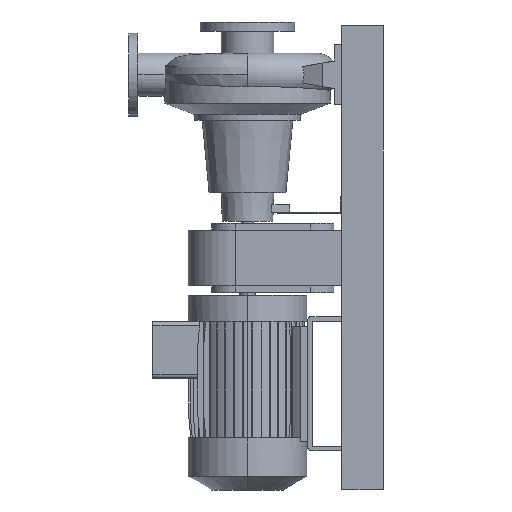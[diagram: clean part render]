
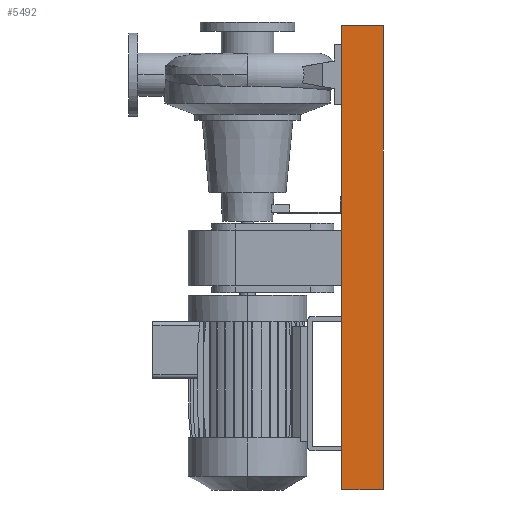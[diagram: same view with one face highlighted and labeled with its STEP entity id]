
A CAD part, left-side view. The second image highlights one B-rep face of the part: STEP entity #5492.
In plain terms, the highlighted planar face has unit normal (-1, 0, 0).
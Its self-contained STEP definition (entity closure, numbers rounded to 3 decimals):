
#118 = DIRECTION ( 'NONE',  ( 0., -1., 0. ) ) ;
#286 = ORIENTED_EDGE ( 'NONE', *, *, #21514, .F. ) ;
#3428 = CARTESIAN_POINT ( 'NONE',  ( -200., -55., -615. ) ) ;
#4290 = VECTOR ( 'NONE', #14282, 1000. ) ;
#4879 = LINE ( 'NONE', #3428, #19118 ) ;
#5492 = ADVANCED_FACE ( 'NONE', ( #7192 ), #14183, .T. ) ;
#5757 = CARTESIAN_POINT ( 'NONE',  ( -200., -55., -615. ) ) ;
#6517 = EDGE_CURVE ( 'NONE', #15761, #17784, #21737, .T. ) ;
#7192 = FACE_OUTER_BOUND ( 'NONE', #21849, .T. ) ;
#7523 = DIRECTION ( 'NONE',  ( 0., 0., 1. ) ) ;
#7983 = ORIENTED_EDGE ( 'NONE', *, *, #21614, .T. ) ;
#8129 = CARTESIAN_POINT ( 'NONE',  ( -200., -55., -615. ) ) ;
#8313 = EDGE_CURVE ( 'NONE', #9089, #17472, #21465, .T. ) ;
#8387 = CARTESIAN_POINT ( 'NONE',  ( -200., -55., 615. ) ) ;
#9089 = VERTEX_POINT ( 'NONE', #21259 ) ;
#9188 = DIRECTION ( 'NONE',  ( -1., 0., 0. ) ) ;
#9629 = DIRECTION ( 'NONE',  ( 0., 0., 1. ) ) ;
#9636 = CARTESIAN_POINT ( 'NONE',  ( -200., -55., 615. ) ) ;
#10136 = AXIS2_PLACEMENT_3D ( 'NONE', #5757, #9188, #7523 ) ;
#12659 = CARTESIAN_POINT ( 'NONE',  ( -200., -55., -615. ) ) ;
#13339 = DIRECTION ( 'NONE',  ( 0., 0., 1. ) ) ;
#13724 = VECTOR ( 'NONE', #13339, 1000. ) ;
#14183 = PLANE ( 'NONE',  #10136 ) ;
#14282 = DIRECTION ( 'NONE',  ( 0., -1., 0. ) ) ;
#15761 = VERTEX_POINT ( 'NONE', #12659 ) ;
#16595 = CARTESIAN_POINT ( 'NONE',  ( -200., 55., -615. ) ) ;
#17472 = VERTEX_POINT ( 'NONE', #17476 ) ;
#17476 = CARTESIAN_POINT ( 'NONE',  ( -200., 55., 615. ) ) ;
#17718 = LINE ( 'NONE', #9636, #4290 ) ;
#17784 = VERTEX_POINT ( 'NONE', #8387 ) ;
#18305 = ORIENTED_EDGE ( 'NONE', *, *, #6517, .T. ) ;
#18366 = VECTOR ( 'NONE', #9629, 1000. ) ;
#19118 = VECTOR ( 'NONE', #118, 1000. ) ;
#20614 = ORIENTED_EDGE ( 'NONE', *, *, #8313, .F. ) ;
#21259 = CARTESIAN_POINT ( 'NONE',  ( -200., 55., -615. ) ) ;
#21465 = LINE ( 'NONE', #16595, #18366 ) ;
#21514 = EDGE_CURVE ( 'NONE', #17472, #17784, #17718, .T. ) ;
#21614 = EDGE_CURVE ( 'NONE', #9089, #15761, #4879, .T. ) ;
#21737 = LINE ( 'NONE', #8129, #13724 ) ;
#21849 = EDGE_LOOP ( 'NONE', ( #286, #20614, #7983, #18305 ) ) ;
